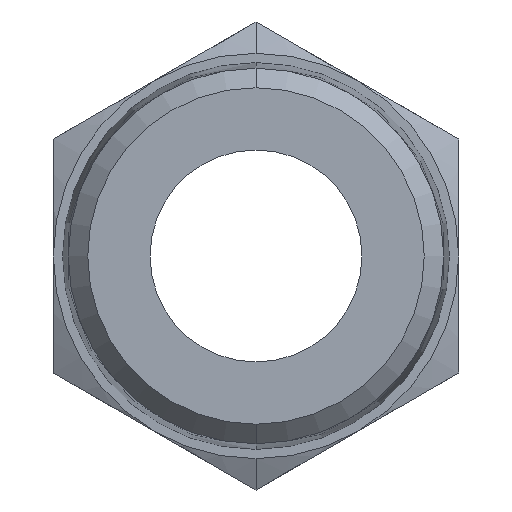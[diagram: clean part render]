
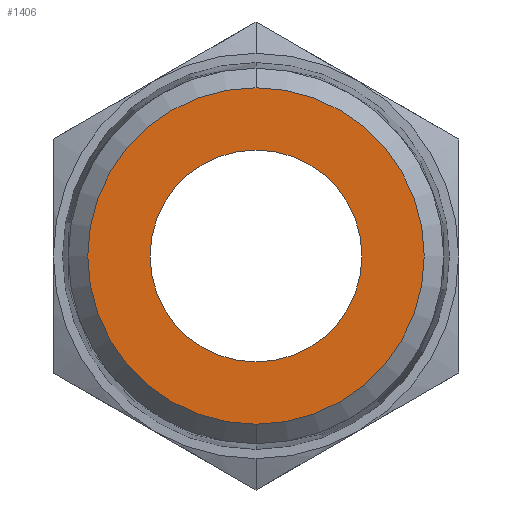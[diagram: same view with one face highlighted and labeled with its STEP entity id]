
A CAD part, left-side view. The second image highlights one B-rep face of the part: STEP entity #1406.
In plain terms, the highlighted planar face has unit normal (-1, 0, 0).
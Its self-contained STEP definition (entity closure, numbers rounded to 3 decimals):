
#172 = DIRECTION ( 'NONE',  ( -1., 0., 0. ) ) ;
#1385 = DIRECTION ( 'NONE',  ( 1., 0., 0. ) ) ;
#1406 = ADVANCED_FACE ( 'NONE', ( #1504, #4524 ), #3817, .T. ) ;
#1451 = EDGE_LOOP ( 'NONE', ( #7857, #6184 ) ) ;
#1484 = CIRCLE ( 'NONE', #3060, 14.53 ) ;
#1504 = FACE_BOUND ( 'NONE', #8722, .T. ) ;
#2437 = CARTESIAN_POINT ( 'NONE',  ( 0., 0., -8.08 ) ) ;
#2652 = DIRECTION ( 'NONE',  ( 0., 0., 1. ) ) ;
#2885 = DIRECTION ( 'NONE',  ( 0., 0., -1. ) ) ;
#2914 = DIRECTION ( 'NONE',  ( 0., 0., -1. ) ) ;
#3060 = AXIS2_PLACEMENT_3D ( 'NONE', #3385, #172, #2652 ) ;
#3105 = DIRECTION ( 'NONE',  ( 1., 0., 0. ) ) ;
#3169 = DIRECTION ( 'NONE',  ( -1., 0., 0. ) ) ;
#3385 = CARTESIAN_POINT ( 'NONE',  ( 0., 0., 0. ) ) ;
#3535 = CIRCLE ( 'NONE', #7702, 14.53 ) ;
#3566 = CARTESIAN_POINT ( 'NONE',  ( 0., 0., -14.53 ) ) ;
#3615 = CARTESIAN_POINT ( 'NONE',  ( 0., 0., 0. ) ) ;
#3817 = PLANE ( 'NONE',  #8085 ) ;
#3992 = CARTESIAN_POINT ( 'NONE',  ( 0., 0., 9.15 ) ) ;
#4111 = ORIENTED_EDGE ( 'NONE', *, *, #8002, .T. ) ;
#4524 = FACE_OUTER_BOUND ( 'NONE', #1451, .T. ) ;
#5139 = VERTEX_POINT ( 'NONE', #8498 ) ;
#5276 = VERTEX_POINT ( 'NONE', #6542 ) ;
#6109 = AXIS2_PLACEMENT_3D ( 'NONE', #6180, #1385, #2914 ) ;
#6180 = CARTESIAN_POINT ( 'NONE',  ( 0., 0., 0. ) ) ;
#6184 = ORIENTED_EDGE ( 'NONE', *, *, #9418, .T. ) ;
#6542 = CARTESIAN_POINT ( 'NONE',  ( 0., 0., 14.53 ) ) ;
#6602 = CIRCLE ( 'NONE', #6109, 9.15 ) ;
#6812 = CARTESIAN_POINT ( 'NONE',  ( 0., 0., 0. ) ) ;
#7072 = EDGE_CURVE ( 'NONE', #5139, #9226, #6602, .T. ) ;
#7196 = ORIENTED_EDGE ( 'NONE', *, *, #7072, .T. ) ;
#7616 = VERTEX_POINT ( 'NONE', #3566 ) ;
#7702 = AXIS2_PLACEMENT_3D ( 'NONE', #3615, #9633, #2885 ) ;
#7749 = DIRECTION ( 'NONE',  ( 0., 0., 1. ) ) ;
#7857 = ORIENTED_EDGE ( 'NONE', *, *, #7918, .T. ) ;
#7918 = EDGE_CURVE ( 'NONE', #7616, #5276, #3535, .T. ) ;
#8002 = EDGE_CURVE ( 'NONE', #9226, #5139, #8340, .T. ) ;
#8085 = AXIS2_PLACEMENT_3D ( 'NONE', #2437, #3169, #7749 ) ;
#8340 = CIRCLE ( 'NONE', #9626, 9.15 ) ;
#8498 = CARTESIAN_POINT ( 'NONE',  ( 0., 0., -9.15 ) ) ;
#8722 = EDGE_LOOP ( 'NONE', ( #7196, #4111 ) ) ;
#9217 = DIRECTION ( 'NONE',  ( 0., 0., 1. ) ) ;
#9226 = VERTEX_POINT ( 'NONE', #3992 ) ;
#9418 = EDGE_CURVE ( 'NONE', #5276, #7616, #1484, .T. ) ;
#9626 = AXIS2_PLACEMENT_3D ( 'NONE', #6812, #3105, #9217 ) ;
#9633 = DIRECTION ( 'NONE',  ( -1., 0., 0. ) ) ;
